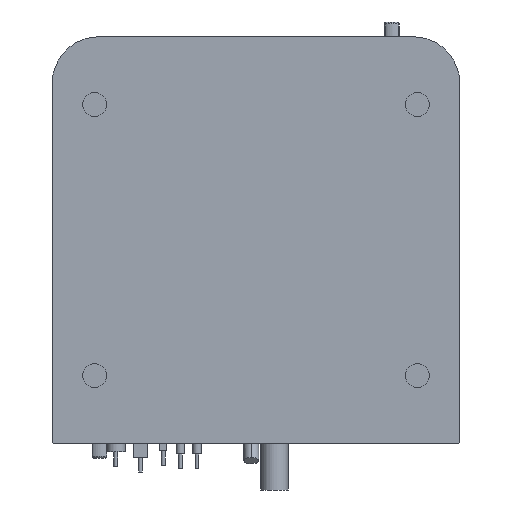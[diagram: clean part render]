
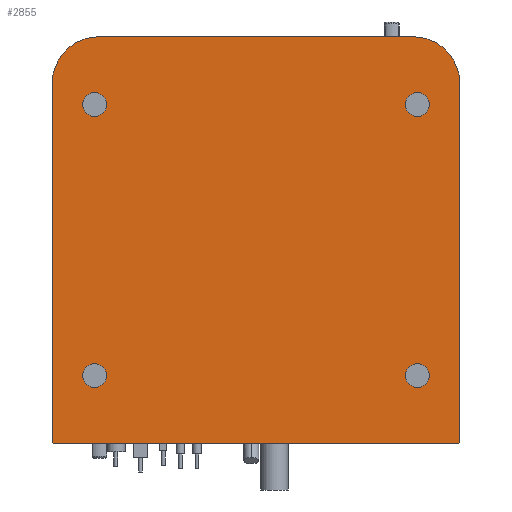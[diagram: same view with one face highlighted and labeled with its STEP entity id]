
A CAD part, front view. The second image highlights one B-rep face of the part: STEP entity #2855.
In plain terms, the highlighted planar face has unit normal (0, -1, 0).
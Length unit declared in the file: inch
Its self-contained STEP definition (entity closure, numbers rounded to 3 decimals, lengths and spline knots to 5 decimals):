
#1=CARTESIAN_POINT('',(-10.9375,0.,-9.1875));
#2=DIRECTION('',(0.,-1.,0.));
#3=DIRECTION('',(-1.,0.,0.));
#4=AXIS2_PLACEMENT_3D('',#1,#2,#3);
#6=CARTESIAN_POINT('',(-10.9375,0.,-9.1875));
#7=DIRECTION('',(0.,-1.,0.));
#8=DIRECTION('',(1.,0.,0.));
#9=AXIS2_PLACEMENT_3D('',#6,#7,#8);
#11=CARTESIAN_POINT('',(10.9375,0.,-9.1875));
#12=DIRECTION('',(0.,-1.,0.));
#13=DIRECTION('',(-1.,0.,0.));
#14=AXIS2_PLACEMENT_3D('',#11,#12,#13);
#16=CARTESIAN_POINT('',(10.9375,0.,-9.1875));
#17=DIRECTION('',(0.,-1.,0.));
#18=DIRECTION('',(1.,0.,0.));
#19=AXIS2_PLACEMENT_3D('',#16,#17,#18);
#21=CARTESIAN_POINT('',(-10.9375,0.,9.1875));
#22=DIRECTION('',(0.,-1.,0.));
#23=DIRECTION('',(-1.,0.,0.));
#24=AXIS2_PLACEMENT_3D('',#21,#22,#23);
#26=CARTESIAN_POINT('',(-10.9375,0.,9.1875));
#27=DIRECTION('',(0.,-1.,0.));
#28=DIRECTION('',(1.,0.,0.));
#29=AXIS2_PLACEMENT_3D('',#26,#27,#28);
#31=CARTESIAN_POINT('',(10.9375,0.,9.1875));
#32=DIRECTION('',(0.,-1.,0.));
#33=DIRECTION('',(-1.,0.,0.));
#34=AXIS2_PLACEMENT_3D('',#31,#32,#33);
#36=CARTESIAN_POINT('',(10.9375,0.,9.1875));
#37=DIRECTION('',(0.,-1.,0.));
#38=DIRECTION('',(1.,0.,0.));
#39=AXIS2_PLACEMENT_3D('',#36,#37,#38);
#41=CARTESIAN_POINT('',(13.6875,0.,-13.655));
#42=DIRECTION('',(0.,-1.,0.));
#43=DIRECTION('',(0.,0.,-1.));
#44=AXIS2_PLACEMENT_3D('',#41,#42,#43);
#46=DIRECTION('',(-1.,0.,0.));
#47=VECTOR('',#46,27.37);
#48=CARTESIAN_POINT('',(13.6875,0.,-13.78));
#49=LINE('',#48,#47);
#50=CARTESIAN_POINT('',(-13.6825,0.,-13.65));
#51=DIRECTION('',(0.,-1.,0.));
#52=DIRECTION('',(-1.,0.,0.));
#53=AXIS2_PLACEMENT_3D('',#50,#51,#52);
#55=DIRECTION('',(0.,0.,1.));
#56=VECTOR('',#55,24.281);
#57=CARTESIAN_POINT('',(-13.8125,0.,-13.65));
#58=LINE('',#57,#56);
#59=CARTESIAN_POINT('',(-10.6635,0.,10.631));
#60=DIRECTION('',(0.,-1.,0.));
#61=DIRECTION('',(0.,0.,1.));
#62=AXIS2_PLACEMENT_3D('',#59,#60,#61);
#64=DIRECTION('',(1.,0.,0.));
#65=VECTOR('',#64,21.326);
#66=CARTESIAN_POINT('',(-10.6635,0.,13.78));
#67=LINE('',#66,#65);
#68=CARTESIAN_POINT('',(10.6625,0.,10.63));
#69=DIRECTION('',(0.,-1.,0.));
#70=DIRECTION('',(1.,0.,0.));
#71=AXIS2_PLACEMENT_3D('',#68,#69,#70);
#73=DIRECTION('',(0.,0.,-1.));
#74=VECTOR('',#73,24.285);
#75=CARTESIAN_POINT('',(13.8125,0.,10.63));
#76=LINE('',#75,#74);
#2229=CARTESIAN_POINT('',(-10.6635,0.,13.78));
#2230=CARTESIAN_POINT('',(-13.8125,0.,10.631));
#2231=VERTEX_POINT('',#2229);
#2232=VERTEX_POINT('',#2230);
#2233=CARTESIAN_POINT('',(13.8125,0.,10.63));
#2234=CARTESIAN_POINT('',(10.6625,0.,13.78));
#2235=VERTEX_POINT('',#2233);
#2236=VERTEX_POINT('',#2234);
#2587=CARTESIAN_POINT('',(-11.125,0.,-9.1875));
#2588=CARTESIAN_POINT('',(-10.75,0.,-9.1875));
#2589=VERTEX_POINT('',#2587);
#2590=VERTEX_POINT('',#2588);
#2591=CARTESIAN_POINT('',(10.75,0.,-9.1875));
#2592=CARTESIAN_POINT('',(11.125,0.,-9.1875));
#2593=VERTEX_POINT('',#2591);
#2594=VERTEX_POINT('',#2592);
#2595=CARTESIAN_POINT('',(-11.125,0.,9.1875));
#2596=CARTESIAN_POINT('',(-10.75,0.,9.1875));
#2597=VERTEX_POINT('',#2595);
#2598=VERTEX_POINT('',#2596);
#2599=CARTESIAN_POINT('',(10.75,0.,9.1875));
#2600=CARTESIAN_POINT('',(11.125,0.,9.1875));
#2601=VERTEX_POINT('',#2599);
#2602=VERTEX_POINT('',#2600);
#2667=CARTESIAN_POINT('',(13.6875,0.,-13.78));
#2668=CARTESIAN_POINT('',(13.8125,0.,-13.655));
#2669=VERTEX_POINT('',#2667);
#2670=VERTEX_POINT('',#2668);
#2676=CARTESIAN_POINT('',(-13.8125,0.,-13.65));
#2677=CARTESIAN_POINT('',(-13.6825,0.,-13.78));
#2678=VERTEX_POINT('',#2676);
#2679=VERTEX_POINT('',#2677);
#2808=CARTESIAN_POINT('',(0.,0.,0.));
#2809=DIRECTION('',(0.,1.,0.));
#2810=DIRECTION('',(1.,0.,0.));
#2811=AXIS2_PLACEMENT_3D('',#2808,#2809,#2810);
#2812=PLANE('',#2811);
#2814=ORIENTED_EDGE('',*,*,#2813,.F.);
#2816=ORIENTED_EDGE('',*,*,#2815,.T.);
#2818=ORIENTED_EDGE('',*,*,#2817,.F.);
#2820=ORIENTED_EDGE('',*,*,#2819,.T.);
#2822=ORIENTED_EDGE('',*,*,#2821,.F.);
#2824=ORIENTED_EDGE('',*,*,#2823,.T.);
#2826=ORIENTED_EDGE('',*,*,#2825,.F.);
#2828=ORIENTED_EDGE('',*,*,#2827,.T.);
#2829=EDGE_LOOP('',(#2814,#2816,#2818,#2820,#2822,#2824,#2826,#2828));
#2830=FACE_OUTER_BOUND('',#2829,.F.);
#2832=ORIENTED_EDGE('',*,*,#2831,.T.);
#2834=ORIENTED_EDGE('',*,*,#2833,.T.);
#2835=EDGE_LOOP('',(#2832,#2834));
#2836=FACE_BOUND('',#2835,.F.);
#2838=ORIENTED_EDGE('',*,*,#2837,.T.);
#2840=ORIENTED_EDGE('',*,*,#2839,.T.);
#2841=EDGE_LOOP('',(#2838,#2840));
#2842=FACE_BOUND('',#2841,.F.);
#2844=ORIENTED_EDGE('',*,*,#2843,.T.);
#2846=ORIENTED_EDGE('',*,*,#2845,.T.);
#2847=EDGE_LOOP('',(#2844,#2846));
#2848=FACE_BOUND('',#2847,.F.);
#2850=ORIENTED_EDGE('',*,*,#2849,.T.);
#2852=ORIENTED_EDGE('',*,*,#2851,.T.);
#2853=EDGE_LOOP('',(#2850,#2852));
#2854=FACE_BOUND('',#2853,.F.);
#2855=ADVANCED_FACE('',(#2830,#2836,#2842,#2848,#2854),#2812,.F.);
#5=CIRCLE('',#4,0.1875);
#10=CIRCLE('',#9,0.1875);
#15=CIRCLE('',#14,0.1875);
#20=CIRCLE('',#19,0.1875);
#25=CIRCLE('',#24,0.1875);
#30=CIRCLE('',#29,0.1875);
#35=CIRCLE('',#34,0.1875);
#40=CIRCLE('',#39,0.1875);
#45=CIRCLE('',#44,0.125);
#54=CIRCLE('',#53,0.13);
#63=CIRCLE('',#62,3.149);
#72=CIRCLE('',#71,3.15);
#2813=EDGE_CURVE('',#2669,#2670,#45,.T.);
#2815=EDGE_CURVE('',#2669,#2679,#49,.T.);
#2817=EDGE_CURVE('',#2678,#2679,#54,.T.);
#2819=EDGE_CURVE('',#2678,#2232,#58,.T.);
#2821=EDGE_CURVE('',#2231,#2232,#63,.T.);
#2823=EDGE_CURVE('',#2231,#2236,#67,.T.);
#2825=EDGE_CURVE('',#2235,#2236,#72,.T.);
#2827=EDGE_CURVE('',#2235,#2670,#76,.T.);
#2831=EDGE_CURVE('',#2593,#2594,#15,.T.);
#2833=EDGE_CURVE('',#2594,#2593,#20,.T.);
#2837=EDGE_CURVE('',#2597,#2598,#25,.T.);
#2839=EDGE_CURVE('',#2598,#2597,#30,.T.);
#2843=EDGE_CURVE('',#2601,#2602,#35,.T.);
#2845=EDGE_CURVE('',#2602,#2601,#40,.T.);
#2849=EDGE_CURVE('',#2589,#2590,#5,.T.);
#2851=EDGE_CURVE('',#2590,#2589,#10,.T.);
